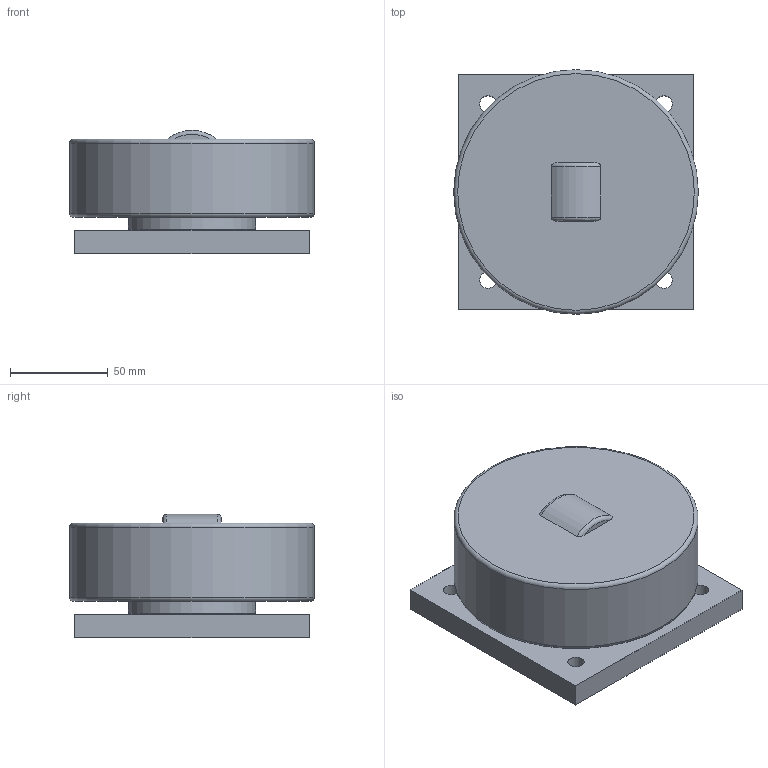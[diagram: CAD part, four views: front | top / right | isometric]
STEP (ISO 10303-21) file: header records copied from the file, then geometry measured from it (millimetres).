
FILE_DESCRIPTION(/* description */ ('-','CAx-IF Rec.Pracs.---Representation and Presentation of Product Manufacturing Information (PMI)---4.0---2014-10-13'),/* implementation_level */ '2;1');
FILE_NAME(/* name */ '964267ee-5c75-4d21-b9bb-37a8ed66ba74.stp',/* time_stamp */ '2020-04-01T16:04:36+02:00',/* author */ ('-'),/* organization */ ('NTI CADcenter A/S'),/* preprocessor_version */ 'ST-DEVELOPER v18',/* originating_system */ 'Autodesk Inventor 2020',/* authorisation */ '-');
FILE_SCHEMA (('AP242_MANAGED_MODEL_BASED_3D_ENGINEERING_MIM_LF { 1 0 10303 442 1 1 4 }'));
Length unit declared in the file: millimetre
Products named in the file (1): AS 125.0200 BQ1000_Kontur
Bounding box: 125 x 125 x 63 mm (x, y, z)
Volume: 684190.9 mm3; surface area: 69963.8 mm2
Topology: 1 solids, 1 shells, 22 faces, 59 edges, 42 vertices
Faces by surface type: plane 10, cylinder 7, torus 4, cone 1
Full cylindrical faces by diameter (mm): 8.376 x4, 65 x1, 125 x1
Entity records: 804 total; most frequent: CARTESIAN_POINT 160, DIRECTION 133, ORIENTED_EDGE 118, EDGE_CURVE 59, AXIS2_PLACEMENT_3D 55, VERTEX_POINT 42, EDGE_LOOP 33, CIRCLE 32
